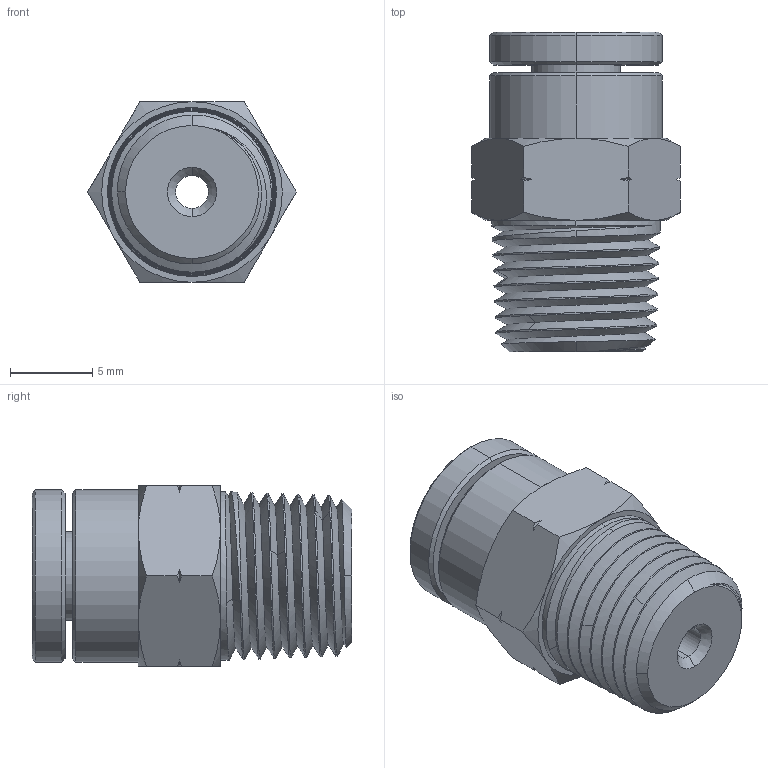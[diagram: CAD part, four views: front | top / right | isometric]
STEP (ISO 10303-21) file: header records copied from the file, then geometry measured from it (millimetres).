
FILE_DESCRIPTION (( 'STEP AP203' ), '1' );
FILE_NAME ('MCS1-8N1-8W.STEP', '2016-10-20T17:55:34', ( '' ), ( '' ), 'SwSTEP 2.0', 'SolidWorks 2016', '' );
FILE_SCHEMA (( 'CONFIG_CONTROL_DESIGN' ));
Products named in the file (1): MCS1-8N1-8W
Bounding box: 12.7 x 19.47 x 11 mm (x, y, z)
Volume: 1312.9 mm3; surface area: 2382.1 mm2
Topology: 6 solids, 6 shells, 343 faces, 925 edges, 599 vertices
Faces by surface type: cone 134, plane 107, cylinder 56, bspline 46
Entity records: 46334 total; most frequent: CARTESIAN_POINT 38362, ORIENTED_EDGE 1850, DIRECTION 1398, EDGE_CURVE 925, VERTEX_POINT 599, AXIS2_PLACEMENT_3D 582, B_SPLINE_CURVE_WITH_KNOTS 407, EDGE_LOOP 360
